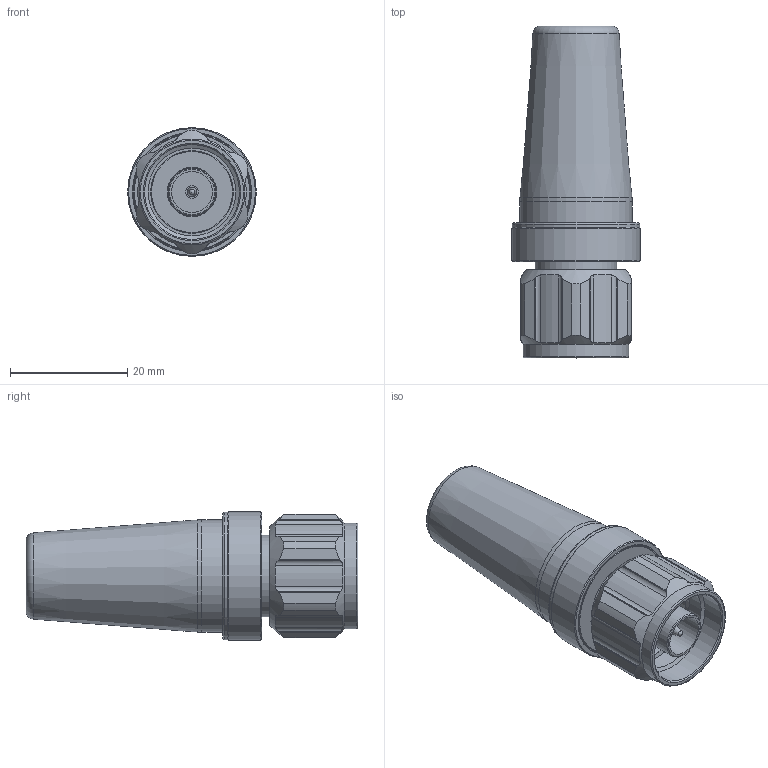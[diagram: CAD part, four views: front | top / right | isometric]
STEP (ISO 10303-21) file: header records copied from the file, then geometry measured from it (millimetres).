
FILE_DESCRIPTION (( 'STEP AP214' ), '1' );
FILE_NAME ('6GK57954MX000AA0_001_STEP.STEP', '2015-01-13T14:57:49', ( '' ), ( '' ), 'SwSTEP 2.0', 'SolidWorks 2014', '' );
FILE_SCHEMA (( 'AUTOMOTIVE_DESIGN' ));
Length unit declared in the file: millimetre
Products named in the file (2): 6GK57954MX000AA0_001_STEP; Body
Assembly tree (1 placements, depth 2):
  6GK57954MX000AA0_001_STEP
    Body
Bounding box: 21.9 x 56.5 x 21.9 mm (x, y, z)
Volume: 13023.6 mm3; surface area: 4977.2 mm2
Topology: 1 solids, 1 shells, 114 faces, 280 edges, 182 vertices
Faces by surface type: cylinder 51, plane 40, cone 13, torus 9, sphere 1
Full cylindrical faces by diameter (mm): 1.65 x1, 2.17 x1, 3 x1, 6.925 x1, 8.01 x1, 8.2 x1, 13.88 x1, 14.95 x1, 15.85 x1, 16.15 x1, 18 x1, 19.15 x1, 19.3 x1, 21.65 x1, 21.9 x1
Entity records: 4602 total; most frequent: CARTESIAN_POINT 898, ORIENTED_EDGE 476, DIRECTION 448, EDGE_CURVE 238, AXIS2_PLACEMENT_3D 194, VERTEX_POINT 178, EDGE_LOOP 166, FACE_OUTER_BOUND 138
